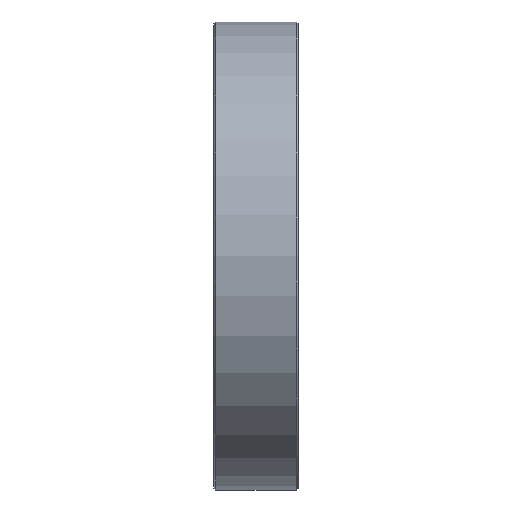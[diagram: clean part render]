
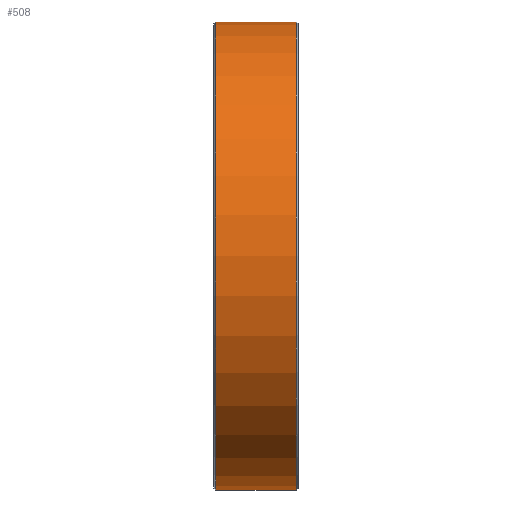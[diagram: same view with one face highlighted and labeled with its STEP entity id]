
A CAD part, top view. The second image highlights one B-rep face of the part: STEP entity #508.
In plain terms, the highlighted cylindrical face has radius 25 mm (diameter 50 mm), a partial arc.
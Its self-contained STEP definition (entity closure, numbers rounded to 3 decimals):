
#24 = DIRECTION ( 'NONE',  ( -1., 0., 0. ) ) ;
#37 = DIRECTION ( 'NONE',  ( -1., 0., 0. ) ) ;
#75 = EDGE_CURVE ( 'NONE', #1783, #990, #1092, .T. ) ;
#93 = CYLINDRICAL_SURFACE ( 'NONE', #1122, 25. ) ;
#101 = EDGE_LOOP ( 'NONE', ( #1288, #329, #1255, #505 ) ) ;
#148 = VECTOR ( 'NONE', #37, 1000. ) ;
#171 = LINE ( 'NONE', #1379, #718 ) ;
#193 = CARTESIAN_POINT ( 'NONE',  ( 62.3, -25., 0. ) ) ;
#329 = ORIENTED_EDGE ( 'NONE', *, *, #1298, .T. ) ;
#355 = LINE ( 'NONE', #193, #148 ) ;
#408 = CARTESIAN_POINT ( 'NONE',  ( 66.6, 25., 0. ) ) ;
#505 = ORIENTED_EDGE ( 'NONE', *, *, #798, .F. ) ;
#508 = ADVANCED_FACE ( 'NONE', ( #1307 ), #93, .T. ) ;
#521 = CARTESIAN_POINT ( 'NONE',  ( 58., -25., 0. ) ) ;
#563 = EDGE_CURVE ( 'NONE', #636, #1334, #1782, .T. ) ;
#636 = VERTEX_POINT ( 'NONE', #1352 ) ;
#674 = CARTESIAN_POINT ( 'NONE',  ( 58., 0., 0. ) ) ;
#715 = DIRECTION ( 'NONE',  ( 0., 1., 0. ) ) ;
#718 = VECTOR ( 'NONE', #24, 1000. ) ;
#798 = EDGE_CURVE ( 'NONE', #636, #990, #355, .T. ) ;
#828 = CARTESIAN_POINT ( 'NONE',  ( 66.6, 0., 0. ) ) ;
#990 = VERTEX_POINT ( 'NONE', #521 ) ;
#1092 = CIRCLE ( 'NONE', #1309, 25. ) ;
#1122 = AXIS2_PLACEMENT_3D ( 'NONE', #1139, #1884, #1299 ) ;
#1139 = CARTESIAN_POINT ( 'NONE',  ( 62.3, 0., 0. ) ) ;
#1255 = ORIENTED_EDGE ( 'NONE', *, *, #75, .T. ) ;
#1288 = ORIENTED_EDGE ( 'NONE', *, *, #563, .T. ) ;
#1298 = EDGE_CURVE ( 'NONE', #1334, #1783, #171, .T. ) ;
#1299 = DIRECTION ( 'NONE',  ( 0., -1., 0. ) ) ;
#1307 = FACE_OUTER_BOUND ( 'NONE', #101, .T. ) ;
#1309 = AXIS2_PLACEMENT_3D ( 'NONE', #674, #1410, #1878 ) ;
#1334 = VERTEX_POINT ( 'NONE', #408 ) ;
#1352 = CARTESIAN_POINT ( 'NONE',  ( 66.6, -25., 0. ) ) ;
#1379 = CARTESIAN_POINT ( 'NONE',  ( 62.3, 25., 0. ) ) ;
#1410 = DIRECTION ( 'NONE',  ( 1., 0., 0. ) ) ;
#1431 = DIRECTION ( 'NONE',  ( -1., 0., 0. ) ) ;
#1478 = CARTESIAN_POINT ( 'NONE',  ( 58., 25., 0. ) ) ;
#1691 = AXIS2_PLACEMENT_3D ( 'NONE', #828, #1431, #715 ) ;
#1782 = CIRCLE ( 'NONE', #1691, 25. ) ;
#1783 = VERTEX_POINT ( 'NONE', #1478 ) ;
#1878 = DIRECTION ( 'NONE',  ( 0., -1., 0. ) ) ;
#1884 = DIRECTION ( 'NONE',  ( -1., 0., 0. ) ) ;
